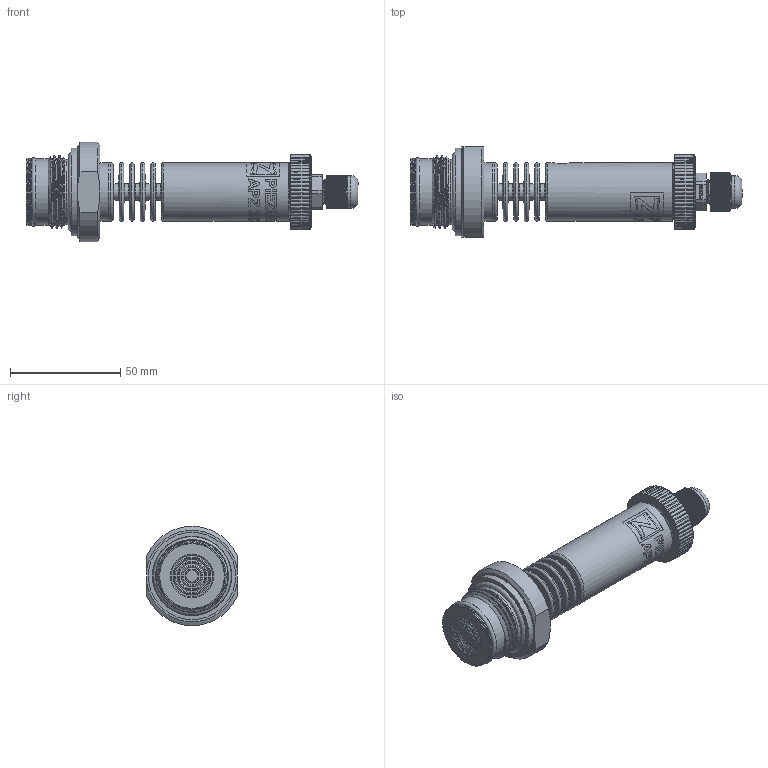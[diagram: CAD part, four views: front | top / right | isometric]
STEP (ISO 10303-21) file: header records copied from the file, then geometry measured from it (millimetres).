
FILE_DESCRIPTION(/* description */ (''),/* implementation_level */ '2;1');
FILE_NAME(/* name */ 'APZ3420m_G1DIN-solidflush_radiator_2.step',/* time_stamp */ '2021-07-06T15:52:17+03:00',/* author */ (''),/* organization */ (''),/* preprocessor_version */ 'ST-DEVELOPER v18.1',/* originating_system */ 'Autodesk Translation Framework v10.9.0.1377',/* authorisation */ '');
FILE_SCHEMA (('AUTOMOTIVE_DESIGN { 1 0 10303 214 3 1 1 }'));
Products named in the file (9): АПЗ 3420м заполненная; OMAL nut M27x1.5; Ш100.000.001; M12x1.5 Cable gland; Cable gland; Rubber gasket; M12 Domed nut; shell radiator; G1 flush diaphragm
Assembly tree (8 placements, depth 3):
  АПЗ 3420м заполненная
    OMAL nut M27x1.5
    Ш100.000.001
    M12x1.5 Cable gland
      Cable gland
      Rubber gasket
      M12 Domed nut
    shell radiator
    G1 flush diaphragm
Bounding box: 150.66 x 41 x 45 mm (x, y, z)
Volume: 85072.3 mm3; surface area: 32664.5 mm2
Topology: 9 solids, 9 shells, 2784 faces, 8129 edges, 5419 vertices
Faces by surface type: plane 1497, cylinder 785, bspline 430, torus 41, cone 30, sphere 1
Full cylindrical faces by diameter (mm): 1 x6, 2 x2, 4 x1, 7.183 x1, 7.5 x6, 8 x1, 9.976 x5, 10 x6, 10.376 x4, 10.526 x3, 11.6 x4, 12 x5, 12.203 x3, 12.6 x1, 15 x1, 17 x1, 21.4 x2, 22.3 x1, 22.5 x1, 24.5 x3, 25.132 x4, 25.526 x4, 26.5 x6, 27.1 x1, 27.208 x5, 29.4 x1, 29.6 x1, 30.05 x3, 30.291 x1, 35.6 x1
Entity records: 117317 total; most frequent: CARTESIAN_POINT 46680, ORIENTED_EDGE 16258, DIRECTION 12767, EDGE_CURVE 8129, VERTEX_POINT 5419, LINE 4347, VECTOR 4347, AXIS2_PLACEMENT_3D 4210
